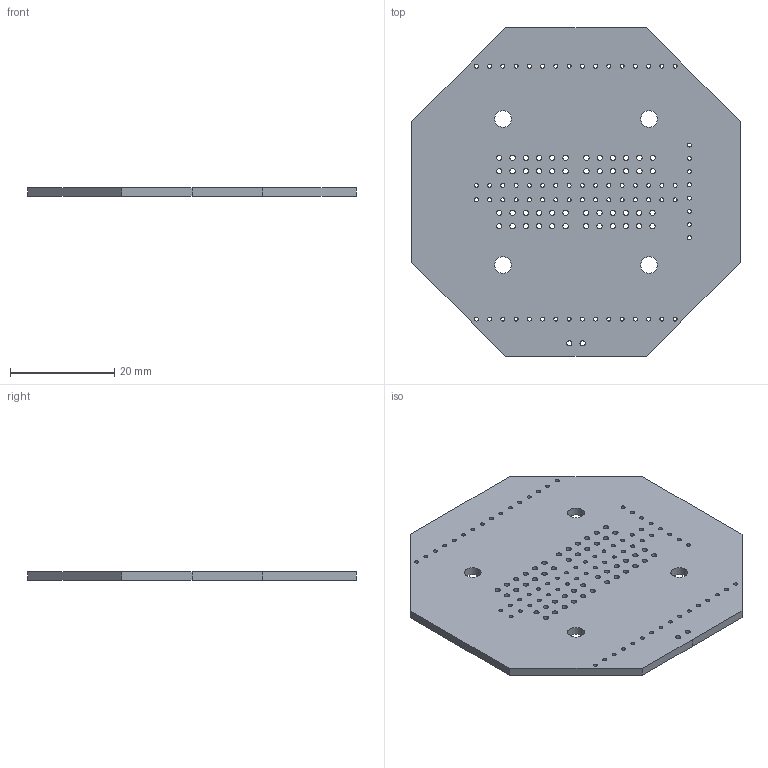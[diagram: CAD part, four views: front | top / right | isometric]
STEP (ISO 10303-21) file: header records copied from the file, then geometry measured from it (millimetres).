
FILE_DESCRIPTION(('KiCad electronic assembly'),'2;1');
FILE_NAME('Spider_Upper.step','2023-12-11T11:37:50',('Pcbnew'),('Kicad') ,'Open CASCADE STEP processor 7.6','KiCad to STEP converter','Unknown' );
FILE_SCHEMA(('AUTOMOTIVE_DESIGN { 1 0 10303 214 1 1 1 1 }'));
Length unit declared in the file: millimetre
Products named in the file (2): Spider_Upper 1; PCB
Assembly tree (1 placements, depth 2):
  Spider_Upper 1
    PCB
Bounding box: 63 x 63 x 1.6 mm (x, y, z)
Volume: 5146.8 mm3; surface area: 7360.6 mm2
Topology: 1 solids, 1 shells, 140 faces, 414 edges, 276 vertices
Faces by surface type: cylinder 126, plane 14
Full cylindrical faces by diameter (mm): 0.762 x72, 1 x50, 3.2 x4
Entity records: 11519 total; most frequent: CARTESIAN_POINT 3172, DIRECTION 1526, ORIENTED_EDGE 828, PCURVE 828, DEFINITIONAL_REPRESENTATION 828, LINE 738, VECTOR 738, EDGE_CURVE 414
